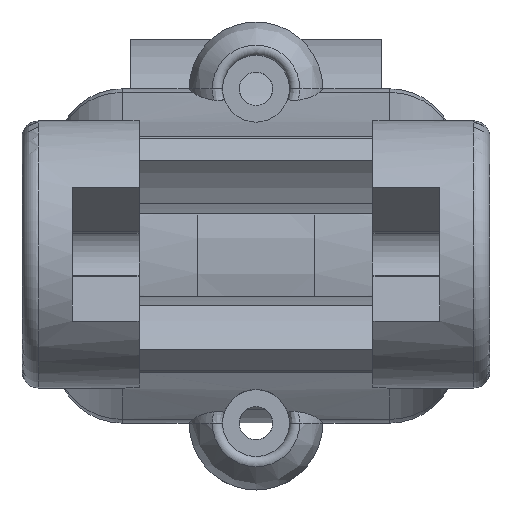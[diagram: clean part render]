
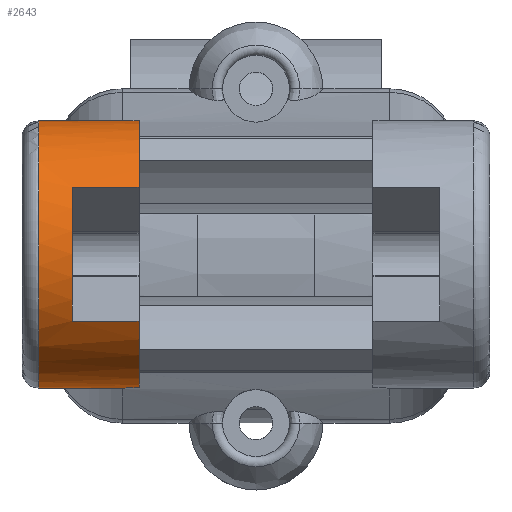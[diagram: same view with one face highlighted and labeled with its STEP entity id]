
A CAD part, top view. The second image highlights one B-rep face of the part: STEP entity #2643.
In plain terms, the highlighted cylindrical face has radius 4 mm (diameter 8 mm), a partial arc.
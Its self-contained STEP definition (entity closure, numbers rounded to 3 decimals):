
#140=B_SPLINE_CURVE_WITH_KNOTS('',3,(#5053,#5054,#5055,#5056,#5057,#5058,
#5059,#5060),.UNSPECIFIED.,.F.,.F.,(4,2,2,4),(0.,0.033,0.089,
0.09),.UNSPECIFIED.);
#149=B_SPLINE_CURVE_WITH_KNOTS('',3,(#5199,#5200,#5201,#5202,#5203,#5204,
#5205,#5206),.UNSPECIFIED.,.F.,.F.,(4,2,2,4),(-0.001,0.,
0.066,0.104),.UNSPECIFIED.);
#155=B_SPLINE_CURVE_WITH_KNOTS('',3,(#5274,#5275,#5276,#5277),
 .UNSPECIFIED.,.F.,.F.,(4,4),(-0.224,-0.206),
 .UNSPECIFIED.);
#158=B_SPLINE_CURVE_WITH_KNOTS('',3,(#5317,#5318,#5319,#5320),
 .UNSPECIFIED.,.F.,.F.,(4,4),(-0.436,-0.418),
 .UNSPECIFIED.);
#241=LINE('',#5102,#365);
#248=LINE('',#5289,#372);
#249=LINE('',#5397,#373);
#250=LINE('',#5401,#374);
#365=VECTOR('',#3313,10.);
#372=VECTOR('',#3334,10.);
#373=VECTOR('',#3361,10.);
#374=VECTOR('',#3364,10.);
#465=CYLINDRICAL_SURFACE('',#2871,4.);
#579=FACE_OUTER_BOUND('',#740,.T.);
#740=EDGE_LOOP('',(#2023,#2024,#2025,#2026,#2027,#2028,#2029,#2030,#2031,
#2032,#2033,#2034));
#910=CIRCLE('',#2870,4.);
#911=CIRCLE('',#2872,4.);
#912=CIRCLE('',#2873,4.);
#913=CIRCLE('',#2874,4.);
#1132=VERTEX_POINT('',#5051);
#1133=VERTEX_POINT('',#5052);
#1136=VERTEX_POINT('',#5101);
#1146=VERTEX_POINT('',#5197);
#1147=VERTEX_POINT('',#5198);
#1150=VERTEX_POINT('',#5273);
#1153=VERTEX_POINT('',#5287);
#1155=VERTEX_POINT('',#5315);
#1162=VERTEX_POINT('',#5394);
#1163=VERTEX_POINT('',#5396);
#1164=VERTEX_POINT('',#5398);
#1165=VERTEX_POINT('',#5400);
#1443=EDGE_CURVE('',#1132,#1133,#140,.F.);
#1449=EDGE_CURVE('',#1136,#1133,#241,.T.);
#1462=EDGE_CURVE('',#1146,#1147,#149,.F.);
#1468=EDGE_CURVE('',#1147,#1150,#155,.T.);
#1473=EDGE_CURVE('',#1153,#1146,#248,.T.);
#1476=EDGE_CURVE('',#1155,#1132,#158,.T.);
#1488=EDGE_CURVE('',#1150,#1155,#910,.T.);
#1489=EDGE_CURVE('',#1153,#1162,#911,.T.);
#1490=EDGE_CURVE('',#1162,#1163,#249,.T.);
#1491=EDGE_CURVE('',#1163,#1164,#912,.T.);
#1492=EDGE_CURVE('',#1164,#1165,#250,.T.);
#1493=EDGE_CURVE('',#1165,#1136,#913,.T.);
#2023=ORIENTED_EDGE('',*,*,#1449,.T.);
#2024=ORIENTED_EDGE('',*,*,#1443,.F.);
#2025=ORIENTED_EDGE('',*,*,#1476,.F.);
#2026=ORIENTED_EDGE('',*,*,#1488,.F.);
#2027=ORIENTED_EDGE('',*,*,#1468,.F.);
#2028=ORIENTED_EDGE('',*,*,#1462,.F.);
#2029=ORIENTED_EDGE('',*,*,#1473,.F.);
#2030=ORIENTED_EDGE('',*,*,#1489,.T.);
#2031=ORIENTED_EDGE('',*,*,#1490,.T.);
#2032=ORIENTED_EDGE('',*,*,#1491,.T.);
#2033=ORIENTED_EDGE('',*,*,#1492,.T.);
#2034=ORIENTED_EDGE('',*,*,#1493,.T.);
#2643=ADVANCED_FACE('',(#579),#465,.T.);
#2870=AXIS2_PLACEMENT_3D('',#5392,#3355,#3356);
#2871=AXIS2_PLACEMENT_3D('',#5393,#3357,#3358);
#2872=AXIS2_PLACEMENT_3D('',#5395,#3359,#3360);
#2873=AXIS2_PLACEMENT_3D('',#5399,#3362,#3363);
#2874=AXIS2_PLACEMENT_3D('',#5402,#3365,#3366);
#3313=DIRECTION('',(-1.,0.,0.));
#3334=DIRECTION('',(-1.,0.,0.));
#3355=DIRECTION('center_axis',(-1.,0.,0.));
#3356=DIRECTION('ref_axis',(0.,1.,0.));
#3357=DIRECTION('center_axis',(1.,0.,0.));
#3358=DIRECTION('ref_axis',(0.,0.,1.));
#3359=DIRECTION('center_axis',(-1.,0.,0.));
#3360=DIRECTION('ref_axis',(0.,1.,0.));
#3361=DIRECTION('',(-1.,0.,0.));
#3362=DIRECTION('center_axis',(-1.,0.,0.));
#3363=DIRECTION('ref_axis',(0.,1.,0.));
#3364=DIRECTION('',(1.,0.,0.));
#3365=DIRECTION('center_axis',(-1.,0.,0.));
#3366=DIRECTION('ref_axis',(0.,1.,0.));
#5051=CARTESIAN_POINT('',(-6.421,2.634,29.989));
#5052=CARTESIAN_POINT('',(-5.522,2.828,30.172));
#5053=CARTESIAN_POINT('Ctrl Pts',(-5.522,2.828,30.172));
#5054=CARTESIAN_POINT('Ctrl Pts',(-5.631,2.828,30.172));
#5055=CARTESIAN_POINT('Ctrl Pts',(-5.743,2.814,30.157));
#5056=CARTESIAN_POINT('Ctrl Pts',(-6.032,2.758,30.103));
#5057=CARTESIAN_POINT('Ctrl Pts',(-6.215,2.701,30.048));
#5058=CARTESIAN_POINT('Ctrl Pts',(-6.418,2.635,29.99));
#5059=CARTESIAN_POINT('Ctrl Pts',(-6.419,2.634,29.99));
#5060=CARTESIAN_POINT('Ctrl Pts',(-6.421,2.634,29.989));
#5101=CARTESIAN_POINT('',(-3.5,2.828,30.172));
#5102=CARTESIAN_POINT('',(0.,2.828,30.172));
#5197=CARTESIAN_POINT('',(-5.522,-2.828,30.172));
#5198=CARTESIAN_POINT('',(-6.421,-2.634,29.989));
#5199=CARTESIAN_POINT('Ctrl Pts',(-6.421,-2.634,29.989));
#5200=CARTESIAN_POINT('Ctrl Pts',(-6.419,-2.634,29.99));
#5201=CARTESIAN_POINT('Ctrl Pts',(-6.418,-2.635,29.99));
#5202=CARTESIAN_POINT('Ctrl Pts',(-6.215,-2.701,30.048));
#5203=CARTESIAN_POINT('Ctrl Pts',(-6.032,-2.758,30.103));
#5204=CARTESIAN_POINT('Ctrl Pts',(-5.743,-2.814,30.157));
#5205=CARTESIAN_POINT('Ctrl Pts',(-5.631,-2.828,30.172));
#5206=CARTESIAN_POINT('Ctrl Pts',(-5.522,-2.828,30.172));
#5273=CARTESIAN_POINT('',(-6.5,-2.534,29.905));
#5274=CARTESIAN_POINT('Ctrl Pts',(-6.421,-2.634,29.989));
#5275=CARTESIAN_POINT('Ctrl Pts',(-6.448,-2.601,29.961));
#5276=CARTESIAN_POINT('Ctrl Pts',(-6.474,-2.568,29.933));
#5277=CARTESIAN_POINT('Ctrl Pts',(-6.5,-2.534,29.905));
#5287=CARTESIAN_POINT('',(-3.5,-2.828,30.172));
#5289=CARTESIAN_POINT('',(0.,-2.828,30.172));
#5315=CARTESIAN_POINT('',(-6.5,2.534,29.905));
#5317=CARTESIAN_POINT('Ctrl Pts',(-6.5,2.534,29.905));
#5318=CARTESIAN_POINT('Ctrl Pts',(-6.474,2.568,29.933));
#5319=CARTESIAN_POINT('Ctrl Pts',(-6.448,2.601,29.961));
#5320=CARTESIAN_POINT('Ctrl Pts',(-6.421,2.634,29.989));
#5392=CARTESIAN_POINT('Origin',(-6.5,0.,33.));
#5393=CARTESIAN_POINT('Origin',(0.,0.,33.));
#5394=CARTESIAN_POINT('',(-3.5,-2.,36.464));
#5395=CARTESIAN_POINT('Origin',(-3.5,0.,33.));
#5396=CARTESIAN_POINT('',(-5.5,-2.,36.464));
#5397=CARTESIAN_POINT('',(0.,-2.,36.464));
#5398=CARTESIAN_POINT('',(-5.5,2.,36.464));
#5399=CARTESIAN_POINT('Origin',(-5.5,0.,33.));
#5400=CARTESIAN_POINT('',(-3.5,2.,36.464));
#5401=CARTESIAN_POINT('',(0.,2.,36.464));
#5402=CARTESIAN_POINT('Origin',(-3.5,0.,33.));
